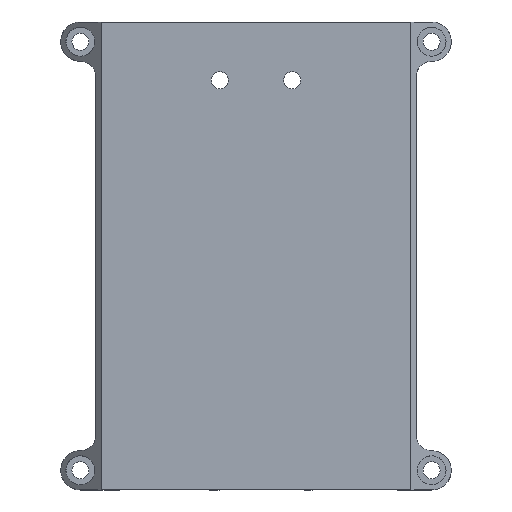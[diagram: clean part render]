
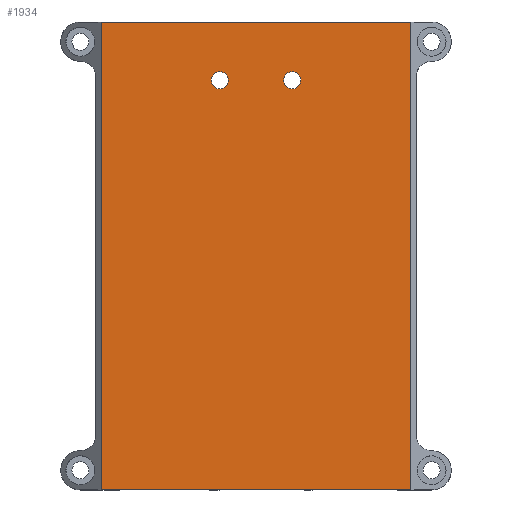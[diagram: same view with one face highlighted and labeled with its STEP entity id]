
A CAD part, top view. The second image highlights one B-rep face of the part: STEP entity #1934.
In plain terms, the highlighted planar face has unit normal (0, 0, 1).
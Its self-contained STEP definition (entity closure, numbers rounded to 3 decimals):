
#499 = VERTEX_POINT('',#500);
#500 = CARTESIAN_POINT('',(30.,-45.3,15.));
#506 = EDGE_CURVE('',#499,#507,#509,.T.);
#507 = VERTEX_POINT('',#508);
#508 = CARTESIAN_POINT('',(-30.,-45.3,15.));
#509 = LINE('',#510,#511);
#510 = CARTESIAN_POINT('',(34.,-45.3,15.));
#511 = VECTOR('',#512,1.);
#512 = DIRECTION('',(-1.,0.,0.));
#1872 = EDGE_CURVE('',#507,#1873,#1875,.T.);
#1873 = VERTEX_POINT('',#1874);
#1874 = CARTESIAN_POINT('',(-30.,45.3,15.));
#1875 = LINE('',#1876,#1877);
#1876 = CARTESIAN_POINT('',(-30.,-121.961,15.));
#1877 = VECTOR('',#1878,1.);
#1878 = DIRECTION('',(0.,1.,0.));
#1934 = ADVANCED_FACE('',(#1935,#1953,#1964),#1975,.T.);
#1935 = FACE_BOUND('',#1936,.T.);
#1936 = EDGE_LOOP('',(#1937,#1938,#1939,#1947));
#1937 = ORIENTED_EDGE('',*,*,#1872,.F.);
#1938 = ORIENTED_EDGE('',*,*,#506,.F.);
#1939 = ORIENTED_EDGE('',*,*,#1940,.T.);
#1940 = EDGE_CURVE('',#499,#1941,#1943,.T.);
#1941 = VERTEX_POINT('',#1942);
#1942 = CARTESIAN_POINT('',(30.,45.3,15.));
#1943 = LINE('',#1944,#1945);
#1944 = CARTESIAN_POINT('',(30.,-121.961,15.));
#1945 = VECTOR('',#1946,1.);
#1946 = DIRECTION('',(0.,1.,0.));
#1947 = ORIENTED_EDGE('',*,*,#1948,.F.);
#1948 = EDGE_CURVE('',#1873,#1941,#1949,.T.);
#1949 = LINE('',#1950,#1951);
#1950 = CARTESIAN_POINT('',(-34.,45.3,15.));
#1951 = VECTOR('',#1952,1.);
#1952 = DIRECTION('',(1.,0.,0.));
#1953 = FACE_BOUND('',#1954,.T.);
#1954 = EDGE_LOOP('',(#1955));
#1955 = ORIENTED_EDGE('',*,*,#1956,.T.);
#1956 = EDGE_CURVE('',#1957,#1957,#1959,.T.);
#1957 = VERTEX_POINT('',#1958);
#1958 = CARTESIAN_POINT('',(-5.35,34.,15.));
#1959 = CIRCLE('',#1960,1.65);
#1960 = AXIS2_PLACEMENT_3D('',#1961,#1962,#1963);
#1961 = CARTESIAN_POINT('',(-7.,34.,15.));
#1962 = DIRECTION('',(0.,0.,-1.));
#1963 = DIRECTION('',(1.,0.,0.));
#1964 = FACE_BOUND('',#1965,.T.);
#1965 = EDGE_LOOP('',(#1966));
#1966 = ORIENTED_EDGE('',*,*,#1967,.T.);
#1967 = EDGE_CURVE('',#1968,#1968,#1970,.T.);
#1968 = VERTEX_POINT('',#1969);
#1969 = CARTESIAN_POINT('',(8.65,34.,15.));
#1970 = CIRCLE('',#1971,1.65);
#1971 = AXIS2_PLACEMENT_3D('',#1972,#1973,#1974);
#1972 = CARTESIAN_POINT('',(7.,34.,15.));
#1973 = DIRECTION('',(0.,0.,-1.));
#1974 = DIRECTION('',(1.,0.,0.));
#1975 = PLANE('',#1976);
#1976 = AXIS2_PLACEMENT_3D('',#1977,#1978,#1979);
#1977 = CARTESIAN_POINT('',(0.,0.,15.)
  );
#1978 = DIRECTION('',(0.,0.,1.));
#1979 = DIRECTION('',(1.,0.,0.));
